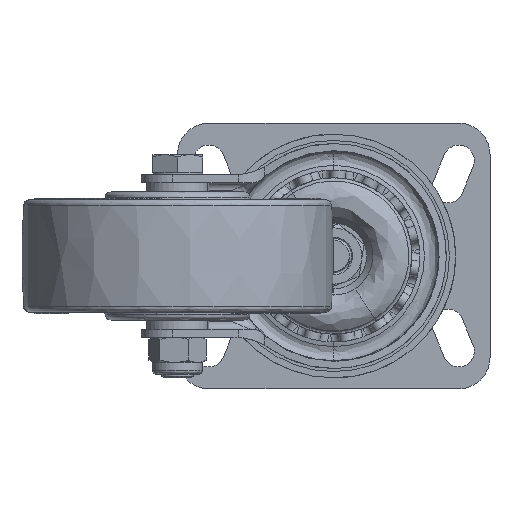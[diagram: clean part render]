
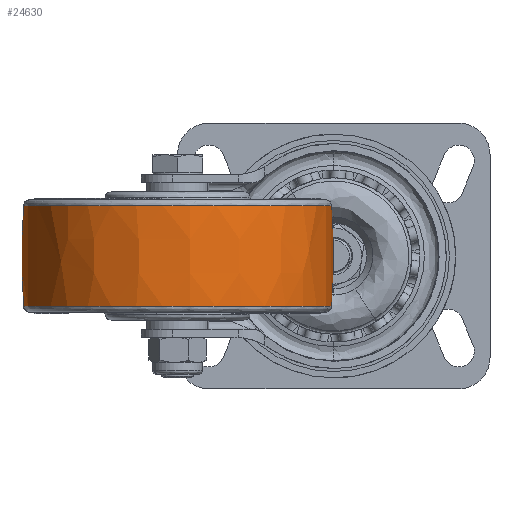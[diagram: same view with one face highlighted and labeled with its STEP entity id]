
A CAD part, front view. The second image highlights one B-rep face of the part: STEP entity #24630.
In plain terms, the highlighted free-form (B-spline) face has degree [3, 3] with [4, 4] control points.
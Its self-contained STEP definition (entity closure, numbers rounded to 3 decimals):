
#28 = DIRECTION ( 'NONE',  ( 0.997, 0.078, 0. ) ) ;
#202 = EDGE_CURVE ( 'NONE', #5785, #40864, #62489, .T. ) ;
#993 = AXIS2_PLACEMENT_3D ( 'NONE', #13889, #55847, #50198 ) ;
#1017 = DIRECTION ( 'NONE',  ( 0.997, 0.078, 0. ) ) ;
#4086 = ORIENTED_EDGE ( 'NONE', *, *, #4531, .T. ) ;
#4531 = EDGE_CURVE ( 'NONE', #56833, #40864, #20752, .T. ) ;
#5785 = VERTEX_POINT ( 'NONE', #14459 ) ;
#6132 = CARTESIAN_POINT ( 'NONE',  ( -121.091, -182.869, 15.985 ) ) ;
#12020 = CARTESIAN_POINT ( 'NONE',  ( -128.046, -82.67, 5.223 ) ) ;
#13246 = AXIS2_PLACEMENT_3D ( 'NONE', #26546, #16350, #1017 ) ;
#13264 = EDGE_LOOP ( 'NONE', ( #26064, #24434, #4086, #22476 ) ) ;
#13889 = CARTESIAN_POINT ( 'NONE',  ( -228.394, -90.511, 21.384 ) ) ;
#14459 = CARTESIAN_POINT ( 'NONE',  ( -29.654, -74.981, 37.546 ) ) ;
#16350 = DIRECTION ( 'NONE',  ( 0., 0., -1. ) ) ;
#16811 = CARTESIAN_POINT ( 'NONE',  ( -128.915, -82.738, 15.985 ) ) ;
#20752 = CIRCLE ( 'NONE', #65554, 49.346 ) ;
#22476 = ORIENTED_EDGE ( 'NONE', *, *, #202, .F. ) ;
#23979 = DIRECTION ( 'NONE',  ( 0.078, -0.997, 0. ) ) ;
#24434 = ORIENTED_EDGE ( 'NONE', *, *, #31820, .T. ) ;
#24444 = CARTESIAN_POINT ( 'NONE',  ( 70.694, -67.139, 21.384 ) ) ;
#24630 = ADVANCED_FACE ( 'NONE', ( #29951 ), #41532, .T. ) ;
#25918 = CARTESIAN_POINT ( 'NONE',  ( -120.357, -181.061, 37.546 ) ) ;
#26064 = ORIENTED_EDGE ( 'NONE', *, *, #63794, .T. ) ;
#26546 = CARTESIAN_POINT ( 'NONE',  ( -78.85, -78.825, 37.546 ) ) ;
#26795 = CARTESIAN_POINT ( 'NONE',  ( -120.357, -181.061, 5.223 ) ) ;
#28358 = CARTESIAN_POINT ( 'NONE',  ( -128.046, -82.67, 5.223 ) ) ;
#29951 = FACE_OUTER_BOUND ( 'NONE', #13264, .T. ) ;
#31820 = EDGE_CURVE ( 'NONE', #46978, #56833, #66844, .T. ) ;
#32477 = CARTESIAN_POINT ( 'NONE',  ( -28.784, -74.913, 26.783 ) ) ;
#34201 = CARTESIAN_POINT ( 'NONE',  ( -78.85, -78.825, 5.223 ) ) ;
#34687 = DIRECTION ( 'NONE',  ( -0.997, -0.078, 0. ) ) ;
#37475 = CARTESIAN_POINT ( 'NONE',  ( -21.965, -173.373, 37.546 ) ) ;
#37924 = CARTESIAN_POINT ( 'NONE',  ( -20.959, -175.045, 26.783 ) ) ;
#39425 = DIRECTION ( 'NONE',  ( 0., 0., 1. ) ) ;
#40864 = VERTEX_POINT ( 'NONE', #50686 ) ;
#41532 =( BOUNDED_SURFACE ( )  B_SPLINE_SURFACE ( 3, 3, ( 
 ( #47222, #25918, #37475, #47894 ),
 ( #48111, #53580, #37924, #32477 ),
 ( #16811, #6132, #63092, #53139 ),
 ( #12020, #26795, #57848, #48337 ) ),
 .UNSPECIFIED., .F., .F., .F. ) 
 B_SPLINE_SURFACE_WITH_KNOTS ( ( 4, 4 ),
 ( 4, 4 ),
 ( 0., 1. ),
 ( 0., 1. ),
 .UNSPECIFIED. ) 
 GEOMETRIC_REPRESENTATION_ITEM ( )  RATIONAL_B_SPLINE_SURFACE ( (
 ( 1., 0.333, 0.333, 1.),
 ( 0.998, 0.333, 0.333, 0.998),
 ( 0.998, 0.333, 0.333, 0.998),
 ( 1., 0.333, 0.333, 1.) ) ) 
 REPRESENTATION_ITEM ( '' )  SURFACE ( )  );
#42028 = AXIS2_PLACEMENT_3D ( 'NONE', #24444, #23979, #34687 ) ;
#46978 = VERTEX_POINT ( 'NONE', #66547 ) ;
#47222 = CARTESIAN_POINT ( 'NONE',  ( -128.046, -82.67, 37.546 ) ) ;
#47894 = CARTESIAN_POINT ( 'NONE',  ( -29.654, -74.981, 37.546 ) ) ;
#48111 = CARTESIAN_POINT ( 'NONE',  ( -128.915, -82.738, 26.783 ) ) ;
#48337 = CARTESIAN_POINT ( 'NONE',  ( -29.654, -74.981, 5.223 ) ) ;
#50198 = DIRECTION ( 'NONE',  ( 0.997, 0.078, 0. ) ) ;
#50686 = CARTESIAN_POINT ( 'NONE',  ( -29.654, -74.981, 5.223 ) ) ;
#53139 = CARTESIAN_POINT ( 'NONE',  ( -28.784, -74.913, 15.985 ) ) ;
#53580 = CARTESIAN_POINT ( 'NONE',  ( -121.091, -182.869, 26.783 ) ) ;
#55847 = DIRECTION ( 'NONE',  ( -0.078, 0.997, 0. ) ) ;
#56448 = CIRCLE ( 'NONE', #13246, 49.346 ) ;
#56833 = VERTEX_POINT ( 'NONE', #28358 ) ;
#57848 = CARTESIAN_POINT ( 'NONE',  ( -21.965, -173.373, 5.223 ) ) ;
#62489 = CIRCLE ( 'NONE', #993, 200. ) ;
#63092 = CARTESIAN_POINT ( 'NONE',  ( -20.959, -175.045, 15.985 ) ) ;
#63794 = EDGE_CURVE ( 'NONE', #5785, #46978, #56448, .T. ) ;
#65554 = AXIS2_PLACEMENT_3D ( 'NONE', #34201, #39425, #28 ) ;
#66547 = CARTESIAN_POINT ( 'NONE',  ( -128.046, -82.67, 37.546 ) ) ;
#66844 = CIRCLE ( 'NONE', #42028, 200. ) ;
